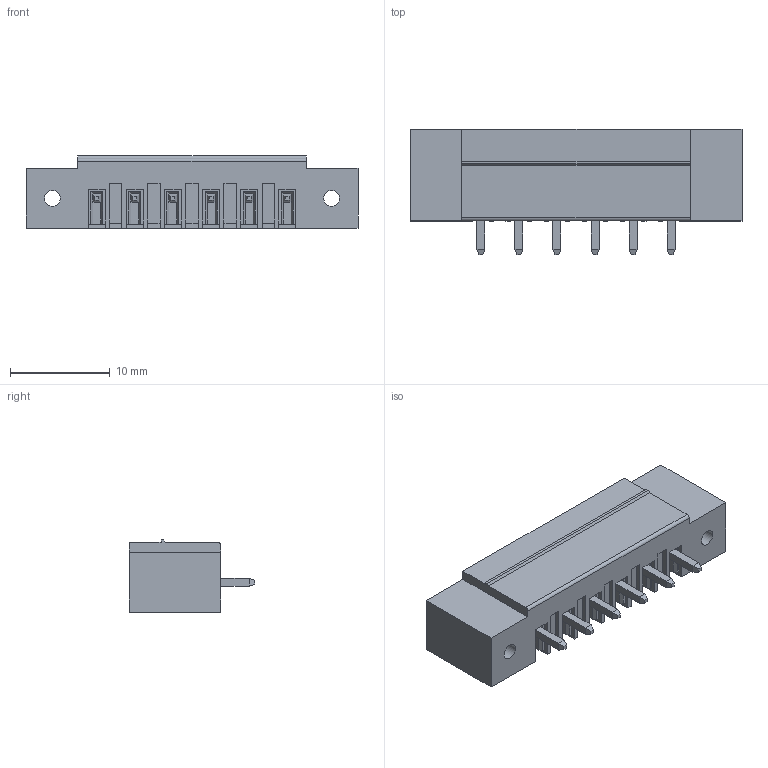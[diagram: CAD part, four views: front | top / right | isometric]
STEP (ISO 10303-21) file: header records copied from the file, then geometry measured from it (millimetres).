
FILE_DESCRIPTION(('STEP AP214'),'1');
FILE_NAME('PV06-3,81-V-K.stp','2018-07-02T16:10:07',(' '),(' '),'Spatial InterOp 3D',' ',' ');
FILE_SCHEMA(('automotive_design'));
Length unit declared in the file: metre
Products named in the file (1): 1
Bounding box: 33.26 x 12.6 x 7.25 mm (x, y, z)
Volume: 1330.6 mm3; surface area: 2429.5 mm2
Topology: 1 solids, 1 shells, 587 faces, 1441 edges, 914 vertices
Faces by surface type: plane 520, cylinder 55, cone 6, torus 6
Full cylindrical faces by diameter (mm): 1.6 x2, 1.8 x6, 2.05 x2
Entity records: 21420 total; most frequent: CARTESIAN_POINT 2943, ORIENTED_EDGE 2830, DIRECTION 2701, EDGE_CURVE 1415, LINE 1281, VECTOR 1281, VERTEX_POINT 904, AXIS2_PLACEMENT_3D 710
